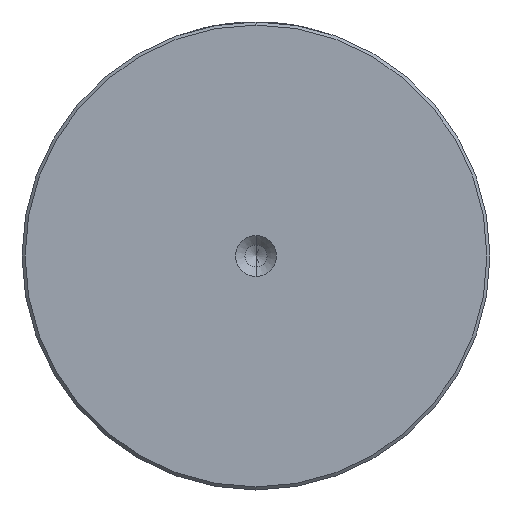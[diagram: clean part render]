
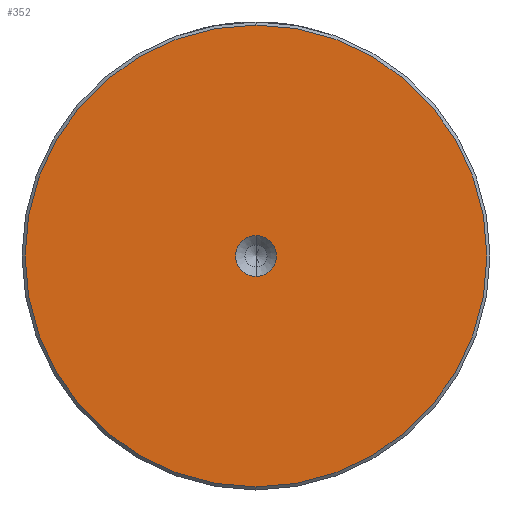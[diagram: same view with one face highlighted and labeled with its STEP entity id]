
A CAD part, left-side view. The second image highlights one B-rep face of the part: STEP entity #352.
In plain terms, the highlighted planar face has unit normal (-1, 0, 0).
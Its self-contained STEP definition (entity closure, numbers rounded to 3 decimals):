
#237 = DIRECTION ( 'NONE',  ( 0., 0., 1. ) ) ;
#255 = CIRCLE ( 'NONE', #1245, 3.3 ) ;
#352 = ADVANCED_FACE ( 'NONE', ( #367, #935 ), #2974, .T. ) ;
#367 = FACE_OUTER_BOUND ( 'NONE', #2501, .T. ) ;
#420 = AXIS2_PLACEMENT_3D ( 'NONE', #2682, #1160, #2933 ) ;
#436 = EDGE_CURVE ( 'NONE', #2470, #1197, #255, .T. ) ;
#562 = AXIS2_PLACEMENT_3D ( 'NONE', #2381, #873, #2637 ) ;
#729 = DIRECTION ( 'NONE',  ( -1., 0., 0. ) ) ;
#820 = CIRCLE ( 'NONE', #2650, 37.5 ) ;
#873 = DIRECTION ( 'NONE',  ( -1., 0., 0. ) ) ;
#935 = FACE_BOUND ( 'NONE', #2132, .T. ) ;
#985 = DIRECTION ( 'NONE',  ( -1., 0., 0. ) ) ;
#987 = CIRCLE ( 'NONE', #420, 37.5 ) ;
#1043 = EDGE_CURVE ( 'NONE', #1190, #3123, #820, .T. ) ;
#1096 = CARTESIAN_POINT ( 'NONE',  ( 0., 0., -3.3 ) ) ;
#1157 = CARTESIAN_POINT ( 'NONE',  ( 0., 0., 3.3 ) ) ;
#1160 = DIRECTION ( 'NONE',  ( -1., 0., 0. ) ) ;
#1190 = VERTEX_POINT ( 'NONE', #2703 ) ;
#1197 = VERTEX_POINT ( 'NONE', #1157 ) ;
#1245 = AXIS2_PLACEMENT_3D ( 'NONE', #1467, #729, #237 ) ;
#1467 = CARTESIAN_POINT ( 'NONE',  ( 0., 0., 0. ) ) ;
#2033 = ORIENTED_EDGE ( 'NONE', *, *, #3196, .F. ) ;
#2132 = EDGE_LOOP ( 'NONE', ( #2033, #3190 ) ) ;
#2171 = ORIENTED_EDGE ( 'NONE', *, *, #1043, .T. ) ;
#2260 = EDGE_CURVE ( 'NONE', #3123, #1190, #987, .T. ) ;
#2381 = CARTESIAN_POINT ( 'NONE',  ( 0., 0., 0. ) ) ;
#2462 = DIRECTION ( 'NONE',  ( 0., 0., 1. ) ) ;
#2470 = VERTEX_POINT ( 'NONE', #1096 ) ;
#2479 = DIRECTION ( 'NONE',  ( -1., 0., 0. ) ) ;
#2494 = CARTESIAN_POINT ( 'NONE',  ( 0., 0., 0. ) ) ;
#2501 = EDGE_LOOP ( 'NONE', ( #2171, #3197 ) ) ;
#2571 = CARTESIAN_POINT ( 'NONE',  ( 0., 0., 37.5 ) ) ;
#2637 = DIRECTION ( 'NONE',  ( 0., 0., 1. ) ) ;
#2650 = AXIS2_PLACEMENT_3D ( 'NONE', #2494, #985, #2747 ) ;
#2682 = CARTESIAN_POINT ( 'NONE',  ( 0., 0., 0. ) ) ;
#2703 = CARTESIAN_POINT ( 'NONE',  ( 0., 0., -37.5 ) ) ;
#2722 = CIRCLE ( 'NONE', #562, 3.3 ) ;
#2747 = DIRECTION ( 'NONE',  ( 0., 0., 1. ) ) ;
#2933 = DIRECTION ( 'NONE',  ( 0., 0., 1. ) ) ;
#2974 = PLANE ( 'NONE',  #3053 ) ;
#3053 = AXIS2_PLACEMENT_3D ( 'NONE', #3215, #2479, #2462 ) ;
#3123 = VERTEX_POINT ( 'NONE', #2571 ) ;
#3190 = ORIENTED_EDGE ( 'NONE', *, *, #436, .F. ) ;
#3196 = EDGE_CURVE ( 'NONE', #1197, #2470, #2722, .T. ) ;
#3197 = ORIENTED_EDGE ( 'NONE', *, *, #2260, .T. ) ;
#3215 = CARTESIAN_POINT ( 'NONE',  ( 0., 0., 0. ) ) ;
